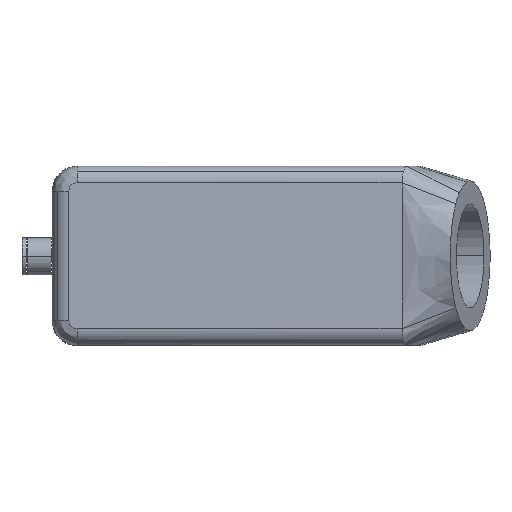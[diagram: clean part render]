
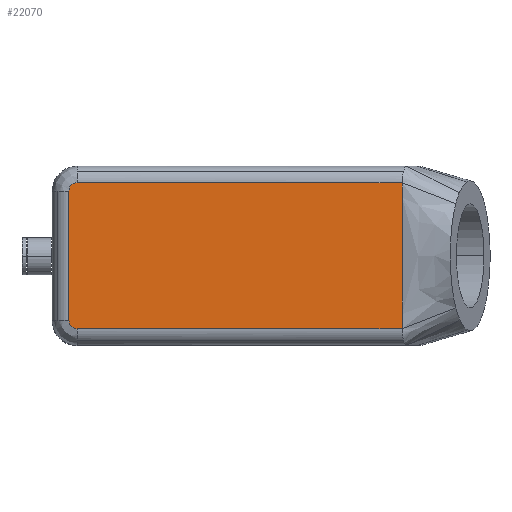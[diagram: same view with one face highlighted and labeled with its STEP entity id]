
A CAD part, top view. The second image highlights one B-rep face of the part: STEP entity #22070.
In plain terms, the highlighted planar face has unit normal (0, 0, 1).
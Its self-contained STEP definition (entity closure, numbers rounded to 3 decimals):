
#185=CARTESIAN_POINT('',(-42.75,-15.5,63.));
#186=VERTEX_POINT('',#185);
#194=CARTESIAN_POINT('',(-42.75,15.5,63.));
#195=VERTEX_POINT('',#194);
#196=CARTESIAN_POINT('',(-42.75,-15.5,63.));
#197=DIRECTION('',(0.0,1.0,0.0));
#198=VECTOR('',#197,31.);
#199=LINE('',#196,#198);
#200=EDGE_CURVE('',#186,#195,#199,.T.);
#7713=CARTESIAN_POINT('',(37.202,-17.5,63.));
#7714=VERTEX_POINT('',#7713);
#7715=CARTESIAN_POINT('',(37.202,-13.993,63.));
#7716=VERTEX_POINT('',#7715);
#7717=CARTESIAN_POINT('',(37.202,-17.5,63.));
#7718=DIRECTION('',(0.0,1.0,0.0));
#7719=VECTOR('',#7718,3.507);
#7720=LINE('',#7717,#7719);
#7721=EDGE_CURVE('',#7714,#7716,#7720,.T.);
#7731=CARTESIAN_POINT('',(37.202,17.5,63.));
#7732=VERTEX_POINT('',#7731);
#7740=CARTESIAN_POINT('',(37.202,13.993,63.));
#7741=VERTEX_POINT('',#7740);
#7742=CARTESIAN_POINT('',(37.202,13.993,63.));
#7743=DIRECTION('',(0.0,1.0,0.0));
#7744=VECTOR('',#7743,3.507);
#7745=LINE('',#7742,#7744);
#7746=EDGE_CURVE('',#7741,#7732,#7745,.T.);
#7748=CARTESIAN_POINT('',(37.202,-13.993,63.));
#7749=DIRECTION('',(0.0,1.0,0.0));
#7750=VECTOR('',#7749,27.986);
#7751=LINE('',#7748,#7750);
#7752=EDGE_CURVE('',#7716,#7741,#7751,.T.);
#21850=CARTESIAN_POINT('',(-40.75,-17.5,63.));
#21851=VERTEX_POINT('',#21850);
#21852=CARTESIAN_POINT('',(37.202,-17.5,63.));
#21853=DIRECTION('',(-1.0,0.0,0.0));
#21854=VECTOR('',#21853,77.952);
#21855=LINE('',#21852,#21854);
#21856=EDGE_CURVE('',#7714,#21851,#21855,.T.);
#21933=CARTESIAN_POINT('',(-40.75,-15.5,63.));
#21934=DIRECTION('',(0.,0.,-1.0));
#21935=DIRECTION('',(-0.707,-0.707,0.));
#21936=AXIS2_PLACEMENT_3D('',#21933,#21934,#21935);
#21937=CIRCLE('',#21936,2.);
#21938=EDGE_CURVE('',#21851,#186,#21937,.T.);
#22014=CARTESIAN_POINT('',(-40.75,17.5,63.));
#22015=VERTEX_POINT('',#22014);
#22028=CARTESIAN_POINT('',(-40.75,15.5,63.));
#22029=DIRECTION('',(0.,0.,-1.0));
#22030=DIRECTION('',(-0.707,0.707,0.));
#22031=AXIS2_PLACEMENT_3D('',#22028,#22029,#22030);
#22032=CIRCLE('',#22031,2.);
#22033=EDGE_CURVE('',#195,#22015,#22032,.T.);
#22045=CARTESIAN_POINT('',(-40.75,17.5,63.));
#22046=DIRECTION('',(1.0,0.0,0.0));
#22047=VECTOR('',#22046,77.952);
#22048=LINE('',#22045,#22047);
#22049=EDGE_CURVE('',#22015,#7732,#22048,.T.);
#22055=CARTESIAN_POINT('',(37.202,0.0,63.));
#22056=DIRECTION('',(0.0,0.0,1.0));
#22057=DIRECTION('',(1.0,0.0,0.0));
#22058=AXIS2_PLACEMENT_3D('',#22055,#22056,#22057);
#22059=PLANE('',#22058);
#22060=ORIENTED_EDGE('',*,*,#22049,.F.);
#22061=ORIENTED_EDGE('',*,*,#22033,.F.);
#22062=ORIENTED_EDGE('',*,*,#200,.F.);
#22063=ORIENTED_EDGE('',*,*,#21938,.F.);
#22064=ORIENTED_EDGE('',*,*,#21856,.F.);
#22065=ORIENTED_EDGE('',*,*,#7721,.T.);
#22066=ORIENTED_EDGE('',*,*,#7752,.T.);
#22067=ORIENTED_EDGE('',*,*,#7746,.T.);
#22068=EDGE_LOOP('',(#22060,#22061,#22062,#22063,#22064,#22065,#22066,#22067));
#22069=FACE_OUTER_BOUND('',#22068,.T.);
#22070=ADVANCED_FACE('',(#22069),#22059,.T.);
